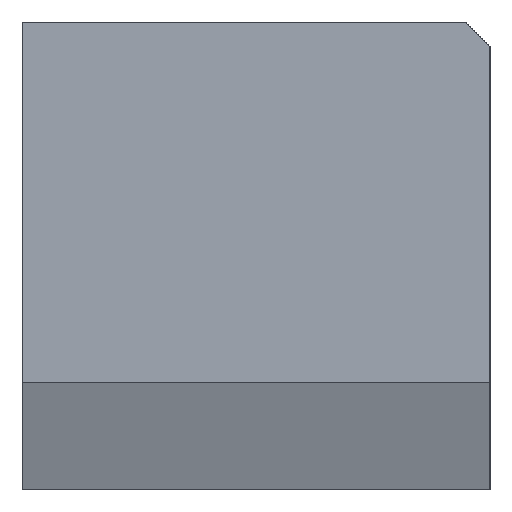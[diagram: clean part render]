
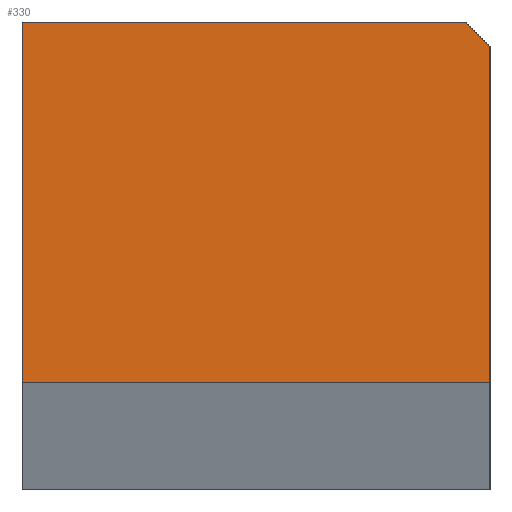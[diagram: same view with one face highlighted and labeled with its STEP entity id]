
A CAD part, left-side view. The second image highlights one B-rep face of the part: STEP entity #330.
In plain terms, the highlighted planar face has unit normal (-1, 0, 0).
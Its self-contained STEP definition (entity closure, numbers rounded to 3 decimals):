
#330=ADVANCED_FACE('NONE',(#799),#800,.F.);
#799=FACE_OUTER_BOUND('',#1396,.T.);
#800=PLANE('',#1397);
#1396=EDGE_LOOP('',(#2605,#2606,#2607,#2608,#2609));
#1397=AXIS2_PLACEMENT_3D('',#2610,#2611,#2612);
#2605=ORIENTED_EDGE('',*,*,#3743,.F.);
#2606=ORIENTED_EDGE('',*,*,#4203,.T.);
#2607=ORIENTED_EDGE('',*,*,#4204,.F.);
#2608=ORIENTED_EDGE('',*,*,#4068,.T.);
#2609=ORIENTED_EDGE('',*,*,#4205,.F.);
#2610=CARTESIAN_POINT('',(0.0,0.0,39.0));
#2611=DIRECTION('',(1.0,0.0,0.0));
#2612=DIRECTION('',(0.0,1.0,-0.0));
#3743=EDGE_CURVE('NONE',#4531,#4533,#4534,.T.);
#4068=EDGE_CURVE('NONE',#5180,#5178,#5181,.T.);
#4203=EDGE_CURVE('NONE',#4531,#5319,#5320,.T.);
#4204=EDGE_CURVE('NONE',#5180,#5319,#5321,.T.);
#4205=EDGE_CURVE('NONE',#4533,#5178,#5322,.T.);
#4531=VERTEX_POINT('NONE',#5669);
#4533=VERTEX_POINT('NONE',#5672);
#4534=LINE('',#5673,#5674);
#5178=VERTEX_POINT('NONE',#6638);
#5180=VERTEX_POINT('NONE',#6641);
#5181=LINE('',#6642,#6643);
#5319=VERTEX_POINT('NONE',#6867);
#5320=LINE('',#6868,#6869);
#5321=LINE('',#6870,#6871);
#5322=LINE('',#6872,#6873);
#5669=CARTESIAN_POINT('',(0.0,0.0,37.0));
#5672=CARTESIAN_POINT('',(0.0,0.0,9.));
#5673=CARTESIAN_POINT('',(0.0,0.0,39.0));
#5674=VECTOR('',#7280,1000.0);
#6638=CARTESIAN_POINT('',(0.0,39.0,9.));
#6641=CARTESIAN_POINT('',(0.0,39.0,39.0));
#6642=CARTESIAN_POINT('',(0.0,39.0,39.0));
#6643=VECTOR('',#7608,1000.0);
#6867=CARTESIAN_POINT('',(0.0,2.0,39.0));
#6868=CARTESIAN_POINT('',(0.0,2.0,39.0));
#6869=VECTOR('',#7713,1000.0);
#6870=CARTESIAN_POINT('',(0.0,0.0,39.0));
#6871=VECTOR('',#7714,1000.0);
#6872=CARTESIAN_POINT('',(0.0,0.0,9.));
#6873=VECTOR('',#7715,1000.0);
#7280=DIRECTION('',(-0.0,-0.0,-1.0));
#7608=DIRECTION('',(-0.0,-0.0,-1.0));
#7713=DIRECTION('',(-0.0,0.707,0.707));
#7714=DIRECTION('',(-0.0,-1.0,-0.0));
#7715=DIRECTION('',(0.0,1.0,0.0));
